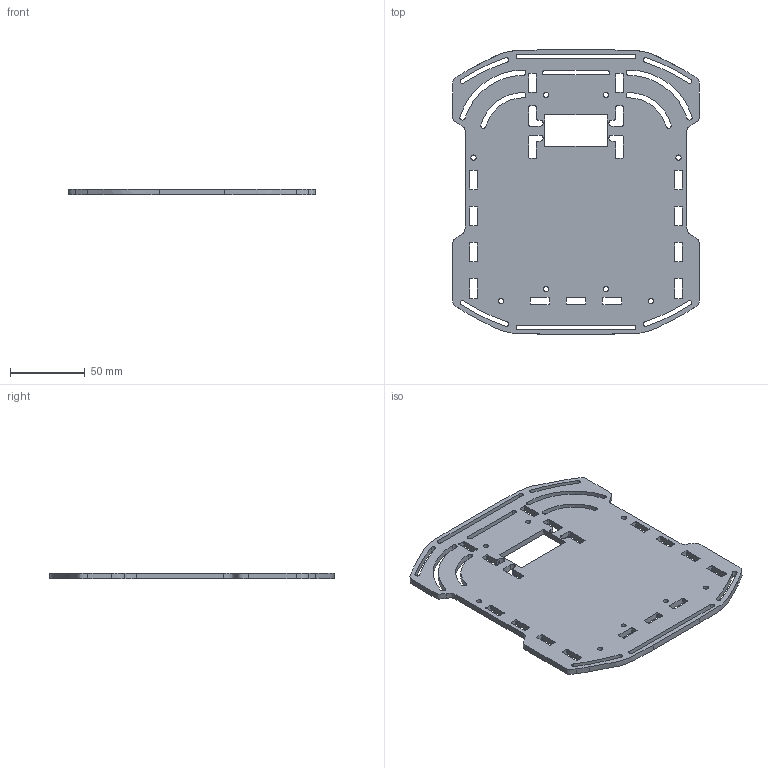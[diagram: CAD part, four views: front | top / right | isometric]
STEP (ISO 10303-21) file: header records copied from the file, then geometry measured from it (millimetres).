
FILE_DESCRIPTION(('STEP AP242'), '1');
FILE_NAME('BottomPlate', '', ('UNSPECIFIED'), ('UNSPECIFIED'), 'C3D Converter', 'C3D Toolkit', '');
FILE_SCHEMA(('AP242_MANAGED_MODEL_BASED_3D_ENGINEERING_MIM_LF { 1 0 10303 442 1 1 4 }'));
Length unit declared in the file: millimetre
Bounding box: 165 x 190 x 4 mm (x, y, z)
Volume: 99125.5 mm3; surface area: 60131 mm2
Topology: 1 solids, 1 shells, 230 faces, 684 edges, 459 vertices
Faces by surface type: cylinder 122, plane 92, bspline 16
Full cylindrical faces by diameter (mm): 3.5 x8
Entity records: 8040 total; most frequent: CARTESIAN_POINT 1626, ORIENTED_EDGE 1352, DIRECTION 1314, EDGE_CURVE 676, AXIS2_PLACEMENT_3D 459, VERTEX_POINT 456, LINE 396, VECTOR 396
